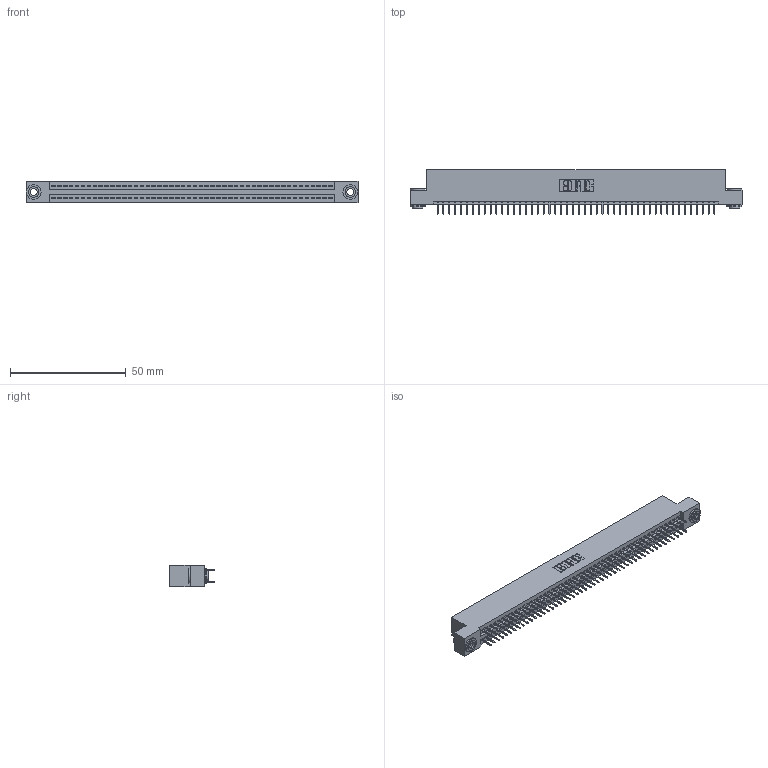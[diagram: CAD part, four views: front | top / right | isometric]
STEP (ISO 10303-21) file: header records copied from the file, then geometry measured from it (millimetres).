
FILE_DESCRIPTION (( 'STEP AP203' ), '1' );
FILE_NAME ('345-096-524-203.STEP', '2019-11-02T07:24:48', ( '' ), ( '' ), 'SwSTEP 2.0', 'SolidWorks 2016', '' );
FILE_SCHEMA (( 'CONFIG_CONTROL_DESIGN' ));
Length unit declared in the file: inch
Products named in the file (4): 345 Part_Flush Mounting Lugs - 0.156 Dia-TH; 345-096-524-203; 345-292-001_345-293-124; 345-250-002_345-250-002-102
Assembly tree (99 placements, depth 2):
  345-096-524-203
    345 Part_Flush Mounting Lugs - 0.156 Dia-TH
    345-292-001_345-293-124  x96
    345-250-002_345-250-002-102  x2
Bounding box: 143.13 x 19.35 x 9.4 mm (x, y, z)
Volume: 13833.5 mm3; surface area: 20385.8 mm2
Topology: 99 solids, 99 shells, 5348 faces, 15105 edges, 9682 vertices
Faces by surface type: plane 3834, cylinder 1506, cone 8
Entity records: 37578 total; most frequent: CARTESIAN_POINT 6267, ORIENTED_EDGE 6194, DIRECTION 5551, EDGE_CURVE 3097, LINE 2753, VECTOR 2753, VERTEX_POINT 2058, AXIS2_PLACEMENT_3D 1399
